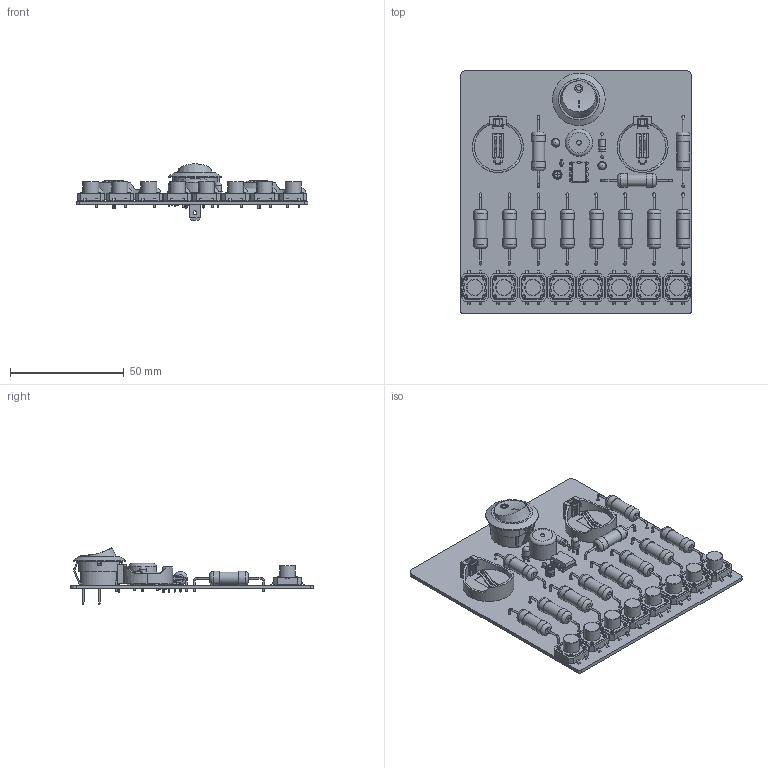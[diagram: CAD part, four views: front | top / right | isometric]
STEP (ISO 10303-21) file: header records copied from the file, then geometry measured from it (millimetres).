
FILE_DESCRIPTION(('KiCad electronic assembly'),'2;1');
FILE_NAME('piano.step','2025-12-13T22:30:31',('Pcbnew'),('Kicad'), 'Open CASCADE STEP processor 7.9','KiCad to STEP converter','Unknown' );
FILE_SCHEMA(('AUTOMOTIVE_DESIGN { 1 0 10303 214 1 1 1 1 }'));
Length unit declared in the file: millimetre
Products named in the file (12): piano 1; LED_D3.0mm; Buzzer_12x9.5RM7.6; R_Axial_DIN0617_L17.0mm_D6.0mm_P30.48mm_Horizontal; CP_Radial_D4.0mm_P1.50mm; RR511D1121; SW_Push_1P1T_NO_CK_PTS125Sx85PSMTR; BS-7-BLUE; C_Disc_D3.0mm_W1.6mm_P2.50mm; D_DO-41_SOD81_P10.16mm_Horizontal; DIP-8_W7.62mm; piano_PCB
Assembly tree (30 placements, depth 2):
  piano 1
    LED_D3.0mm  x2
    Buzzer_12x9.5RM7.6
    R_Axial_DIN0617_L17.0mm_D6.0mm_P30.48mm_Horizontal  x11
    CP_Radial_D4.0mm_P1.50mm
    RR511D1121
    SW_Push_1P1T_NO_CK_PTS125Sx85PSMTR  x8
    BS-7-BLUE  x2
    C_Disc_D3.0mm_W1.6mm_P2.50mm
    D_DO-41_SOD81_P10.16mm_Horizontal
    DIP-8_W7.62mm
    piano_PCB
Bounding box: 101.6 x 106.68 x 24.73 mm (x, y, z)
Volume: 32052.6 mm3; surface area: 40146.1 mm2
Topology: 34 solids, 35 shells, 2404 faces, 5984 edges, 3850 vertices
Faces by surface type: plane 1714, cylinder 506, torus 92, bspline 61, cone 18, revolution 8, sphere 5
Full cylindrical faces by diameter (mm): 0.3 x2, 0.5 x2, 0.6 x2, 0.8 x58, 0.9 x6, 1 x2, 1.1 x2, 1.17 x2, 1.2 x22, 1.3 x32, 1.5 x18, 1.6 x2, 1.9 x2, 2 x19, 2.7 x2, 2.72 x1, 3 x3, 4.6 x1, 5.4 x11, 6 x22, 7 x8, 7.2 x8, 12 x1, 16.2 x1, 23 x1
Entity records: 36445 total; most frequent: CARTESIAN_POINT 9169, ORIENTED_EDGE 4938, DIRECTION 4700, EDGE_CURVE 2469, LINE 1784, VECTOR 1784, VERTEX_POINT 1581, AXIS2_PLACEMENT_3D 1454
